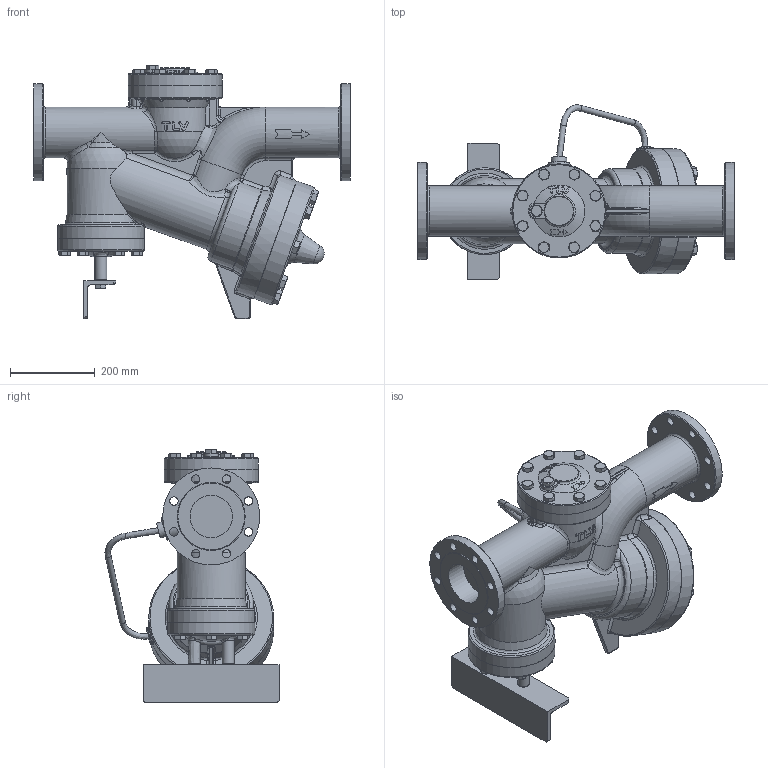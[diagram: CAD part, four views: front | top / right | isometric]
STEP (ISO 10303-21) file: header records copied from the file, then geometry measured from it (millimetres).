
FILE_DESCRIPTION((''),'2;1');
FILE_NAME('jh150-100-a0150-00.stp','2009-11-05T16:51:33',('nakaot'),(''),'Autodesk Inventor 2008','Autodesk Inventor 2008','');
FILE_SCHEMA(('AUTOMOTIVE_DESIGN { 1 0 10303 214 1 1 1 1 }'));
Length unit declared in the file: millimetre
Products named in the file (1): jh150-100-a0150-00
Bounding box: 750 x 410.6 x 599 mm (x, y, z)
Volume: 32718480.1 mm3; surface area: 1501476.6 mm2
Topology: 4 solids, 4 shells, 937 faces, 2232 edges, 1365 vertices
Faces by surface type: plane 306, bspline 276, cone 202, cylinder 127, torus 16, sphere 10
Full cylindrical faces by diameter (mm): 12 x1, 13.835 x1, 16 x16, 17.8 x1, 28 x1, 36 x1, 37 x1, 41.499 x1, 55 x1, 70 x1, 100 x2, 119.5 x1, 120 x2, 163.6 x1, 200 x1, 205 x2, 222 x2, 229 x2, 295 x1
Entity records: 52600 total; most frequent: CARTESIAN_POINT 34307, ORIENTED_EDGE 4004, DIRECTION 3331, EDGE_CURVE 2002, AXIS2_PLACEMENT_3D 1435, VERTEX_POINT 1284, EDGE_LOOP 1194, FACE_OUTER_BOUND 935
